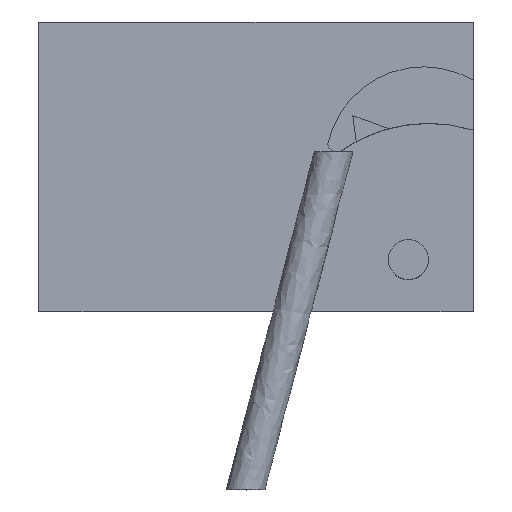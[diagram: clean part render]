
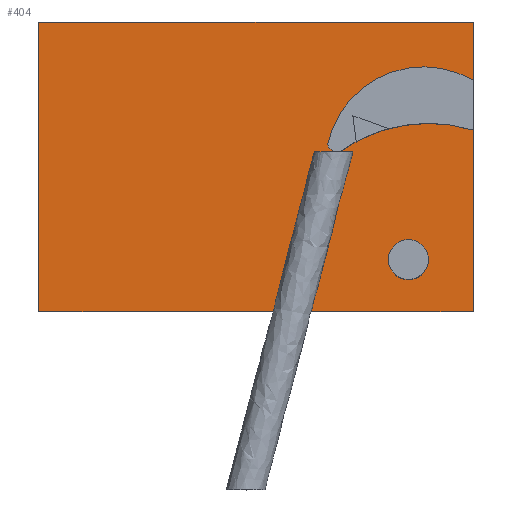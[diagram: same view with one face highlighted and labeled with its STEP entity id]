
A CAD part, top view. The second image highlights one B-rep face of the part: STEP entity #404.
In plain terms, the highlighted planar face has unit normal (0, 0, 1).
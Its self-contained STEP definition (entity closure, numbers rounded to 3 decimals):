
#55=CARTESIAN_POINT('',(119.06,-64.2,100.0));
#56=VERTEX_POINT('',#55);
#57=CARTESIAN_POINT('',(105.25,-64.2,100.0));
#58=DIRECTION('',(-0.0,-0.0,-1.0));
#59=DIRECTION('',(-1.0,0.0,0.0));
#60=AXIS2_PLACEMENT_3D('',#57,#58,#59);
#61=CIRCLE('',#60,13.81);
#62=EDGE_CURVE('n� 137',#56,#56,#61,.T.);
#214=CARTESIAN_POINT('',(58.256,10.533,100.0));
#215=VERTEX_POINT('',#214);
#222=CARTESIAN_POINT('',(150.0,25.283,100.0));
#223=VERTEX_POINT('',#222);
#224=CARTESIAN_POINT('',(119.061,-74.973,100.0));
#225=DIRECTION('',(0.0,0.0,1.0));
#226=DIRECTION('',(-0.295,-0.956,0.0));
#227=AXIS2_PLACEMENT_3D('',#224,#225,#226);
#228=CIRCLE('',#227,104.921);
#229=EDGE_CURVE('n� 311',#223,#215,#228,.T.);
#255=CARTESIAN_POINT('',(150.0,59.751,100.0));
#256=VERTEX_POINT('',#255);
#263=CARTESIAN_POINT('',(49.445,15.433,100.0));
#264=VERTEX_POINT('',#263);
#265=CARTESIAN_POINT('',(115.74,1.249,100.0));
#266=DIRECTION('',(-0.0,-0.0,-1.0));
#267=DIRECTION('',(0.505,0.863,0.0));
#268=AXIS2_PLACEMENT_3D('',#265,#266,#267);
#269=CIRCLE('',#268,67.795);
#270=EDGE_CURVE('n� 432',#264,#256,#269,.T.);
#287=CARTESIAN_POINT('',(56.191,17.192,100.0));
#288=DIRECTION('',(-0.0,-0.0,-1.0));
#289=DIRECTION('',(-0.968,-0.252,0.0));
#290=AXIS2_PLACEMENT_3D('',#287,#288,#289);
#291=CIRCLE('',#290,6.972);
#292=EDGE_CURVE('n� 363',#215,#264,#291,.T.);
#305=ORIENTED_EDGE('n� 136',*,*,#62,.T.);
#306=EDGE_LOOP('',(#305));
#307=FACE_BOUND('',#306,.T.);
#308=ORIENTED_EDGE('n� 270',*,*,#229,.T.);
#309=ORIENTED_EDGE('n� 308',*,*,#292,.T.);
#310=ORIENTED_EDGE('n� 361',*,*,#270,.T.);
#311=CARTESIAN_POINT('',(150.0,100.0,100.0));
#312=VERTEX_POINT('',#311);
#313=CARTESIAN_POINT('',(150.0,100.0,100.0));
#314=DIRECTION('',(-0.0,1.0,0.0));
#315=VECTOR('',#314,1.0);
#316=LINE('',#313,#315);
#317=EDGE_CURVE('n� 518',#256,#312,#316,.T.);
#318=ORIENTED_EDGE('n� 431',*,*,#317,.T.);
#319=CARTESIAN_POINT('',(-150.0,100.0,100.0));
#320=VERTEX_POINT('',#319);
#321=CARTESIAN_POINT('',(-150.0,100.0,100.0));
#322=DIRECTION('',(-1.0,-0.0,0.0));
#323=VECTOR('',#322,1.0);
#324=LINE('',#321,#323);
#325=EDGE_CURVE('n� 603',#312,#320,#324,.T.);
#326=ORIENTED_EDGE('n� 517',*,*,#325,.T.);
#327=CARTESIAN_POINT('',(-150.0,-100.0,100.0));
#328=VERTEX_POINT('',#327);
#329=CARTESIAN_POINT('',(-150.0,-100.0,100.0));
#330=DIRECTION('',(0.0,-1.0,0.0));
#331=VECTOR('',#330,1.0);
#332=LINE('',#329,#331);
#333=EDGE_CURVE('n� 491',#320,#328,#332,.T.);
#334=ORIENTED_EDGE('n� 490',*,*,#333,.T.);
#335=CARTESIAN_POINT('',(17.824,-100.0,100.0));
#336=VERTEX_POINT('',#335);
#337=CARTESIAN_POINT('',(150.0,-100.0,100.0));
#338=DIRECTION('',(1.0,0.0,0.0));
#339=VECTOR('',#338,1.0);
#340=LINE('',#337,#339);
#341=EDGE_CURVE('n� 592',#328,#336,#340,.T.);
#342=ORIENTED_EDGE('n� 582',*,*,#341,.T.);
#343=CARTESIAN_POINT('',(46.476,10.203,100.0));
#344=VERTEX_POINT('',#343);
#345=CARTESIAN_POINT('',(46.923,11.921,100.0));
#346=DIRECTION('',(0.252,0.968,0.0));
#347=VECTOR('',#346,1.0);
#348=LINE('',#345,#347);
#349=EDGE_CURVE('n� 703',#336,#344,#348,.T.);
#350=ORIENTED_EDGE('n� 639',*,*,#349,.T.);
#351=CARTESIAN_POINT('',(48.657,10.203,100.0));
#352=VERTEX_POINT('',#351);
#353=CARTESIAN_POINT('',(26.766,10.203,100.0));
#354=DIRECTION('',(1.0,0.0,0.0));
#355=VECTOR('',#354,1.0);
#356=LINE('',#353,#355);
#357=EDGE_CURVE('n� 641',#344,#352,#356,.T.);
#358=ORIENTED_EDGE('n� 547',*,*,#357,.T.);
#359=CARTESIAN_POINT('',(58.407,10.203,100.0));
#360=VERTEX_POINT('',#359);
#361=CARTESIAN_POINT('',(26.766,10.203,100.0));
#362=DIRECTION('',(1.0,0.0,0.0));
#363=VECTOR('',#362,1.0);
#364=LINE('',#361,#363);
#365=EDGE_CURVE('n� 455',#352,#360,#364,.T.);
#366=ORIENTED_EDGE('n� 454',*,*,#365,.T.);
#367=CARTESIAN_POINT('',(60.588,10.203,100.0));
#368=VERTEX_POINT('',#367);
#369=CARTESIAN_POINT('',(26.766,10.203,100.0));
#370=DIRECTION('',(1.0,0.0,-0.0));
#371=VECTOR('',#370,1.0);
#372=LINE('',#369,#371);
#373=EDGE_CURVE('n� 609',#360,#368,#372,.T.);
#374=ORIENTED_EDGE('n� 522',*,*,#373,.T.);
#375=CARTESIAN_POINT('',(31.935,-100.0,100.0));
#376=VERTEX_POINT('',#375);
#377=CARTESIAN_POINT('',(60.141,8.485,100.0));
#378=DIRECTION('',(-0.252,-0.968,0.0));
#379=VECTOR('',#378,1.0);
#380=LINE('',#377,#379);
#381=EDGE_CURVE('n� 524',#368,#376,#380,.T.);
#382=ORIENTED_EDGE('n� 436',*,*,#381,.T.);
#383=CARTESIAN_POINT('',(150.0,-100.0,100.0));
#384=VERTEX_POINT('',#383);
#385=CARTESIAN_POINT('',(150.0,-100.0,100.0));
#386=DIRECTION('',(1.0,0.0,0.0));
#387=VECTOR('',#386,1.0);
#388=LINE('',#385,#387);
#389=EDGE_CURVE('n� 438',#376,#384,#388,.T.);
#390=ORIENTED_EDGE('n� 364',*,*,#389,.T.);
#391=CARTESIAN_POINT('',(150.0,100.0,100.0));
#392=DIRECTION('',(-0.0,1.0,0.0));
#393=VECTOR('',#392,1.0);
#394=LINE('',#391,#393);
#395=EDGE_CURVE('n� 366',#384,#223,#394,.T.);
#396=ORIENTED_EDGE('n� 309',*,*,#395,.T.);
#397=EDGE_LOOP('',(
    #308,#309,#310,#318,#326,#334,#342,#350,#358,#366,
    #374,#382,#390,#396));
#398=FACE_OUTER_BOUND('',#397,.T.);
#399=CARTESIAN_POINT('',(0.0,0.0,100.0));
#400=DIRECTION('',(0.0,0.0,1.0));
#401=DIRECTION('',(1.0,0.0,0.0));
#402=AXIS2_PLACEMENT_3D('',#399,#400,#401);
#403=PLANE('',#402);
#404=ADVANCED_FACE('n� 236',(#307,#398),#403,.T.);
